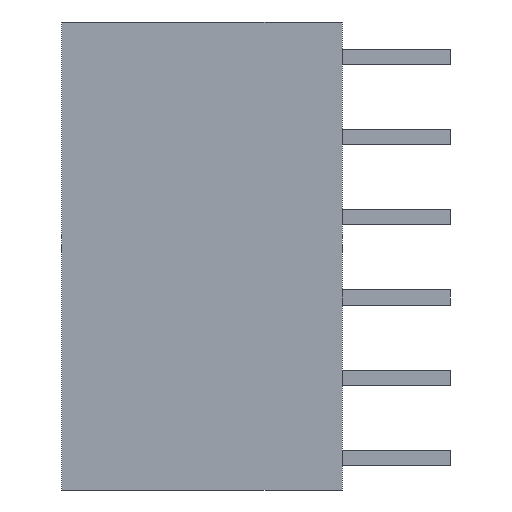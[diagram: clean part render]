
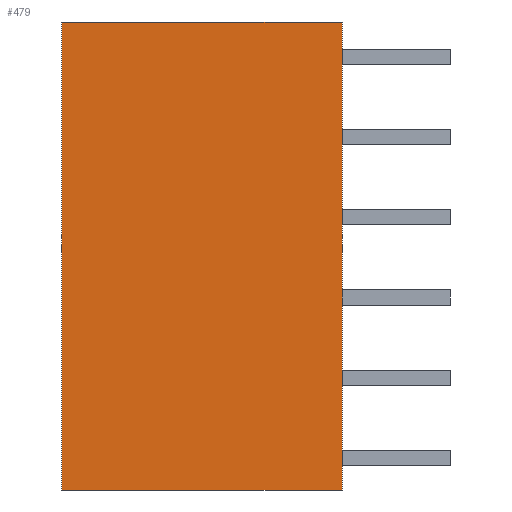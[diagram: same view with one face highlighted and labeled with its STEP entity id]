
A CAD part, left-side view. The second image highlights one B-rep face of the part: STEP entity #479.
In plain terms, the highlighted planar face has unit normal (-1, 0, 0).
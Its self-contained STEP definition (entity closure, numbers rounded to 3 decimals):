
#1=DIRECTION('',(0.,-1.,0.));
#2=VECTOR('',#1,8.89);
#3=CARTESIAN_POINT('',(-1.08,8.89,0.));
#4=LINE('',#3,#2);
#17=DIRECTION('',(0.,-1.,0.));
#18=VECTOR('',#17,8.89);
#19=CARTESIAN_POINT('',(-1.08,8.89,14.83));
#20=LINE('',#19,#18);
#21=DIRECTION('',(0.,0.,1.));
#22=VECTOR('',#21,14.83);
#23=CARTESIAN_POINT('',(-1.08,8.89,0.));
#24=LINE('',#23,#22);
#141=DIRECTION('',(0.,0.,1.));
#142=VECTOR('',#141,14.83);
#143=CARTESIAN_POINT('',(-1.08,0.,0.));
#144=LINE('',#143,#142);
#337=CARTESIAN_POINT('',(-1.08,8.89,0.));
#338=CARTESIAN_POINT('',(-1.08,0.,0.));
#339=VERTEX_POINT('',#337);
#340=VERTEX_POINT('',#338);
#441=CARTESIAN_POINT('',(-1.08,8.89,14.83));
#442=CARTESIAN_POINT('',(-1.08,0.,14.83));
#443=VERTEX_POINT('',#441);
#444=VERTEX_POINT('',#442);
#465=CARTESIAN_POINT('',(-1.08,8.89,0.));
#466=DIRECTION('',(-1.,0.,0.));
#467=DIRECTION('',(0.,-1.,0.));
#468=AXIS2_PLACEMENT_3D('',#465,#466,#467);
#469=PLANE('',#468);
#471=ORIENTED_EDGE('',*,*,#470,.T.);
#473=ORIENTED_EDGE('',*,*,#472,.F.);
#474=ORIENTED_EDGE('',*,*,#454,.F.);
#476=ORIENTED_EDGE('',*,*,#475,.T.);
#477=EDGE_LOOP('',(#471,#473,#474,#476));
#478=FACE_OUTER_BOUND('',#477,.F.);
#454=EDGE_CURVE('',#339,#340,#4,.T.);
#470=EDGE_CURVE('',#443,#444,#20,.T.);
#472=EDGE_CURVE('',#340,#444,#144,.T.);
#475=EDGE_CURVE('',#339,#443,#24,.T.);
#479=ADVANCED_FACE('',(#478),#469,.T.);
